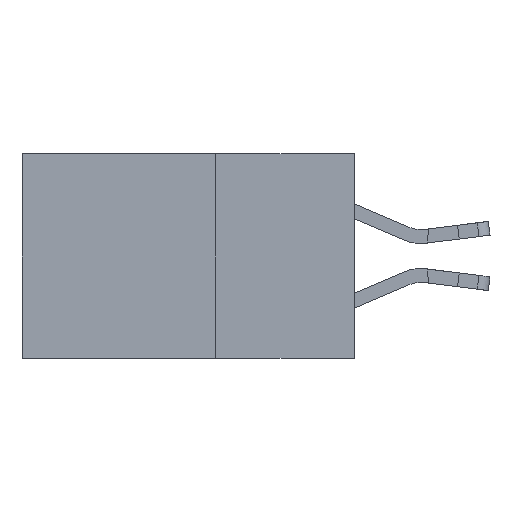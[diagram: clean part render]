
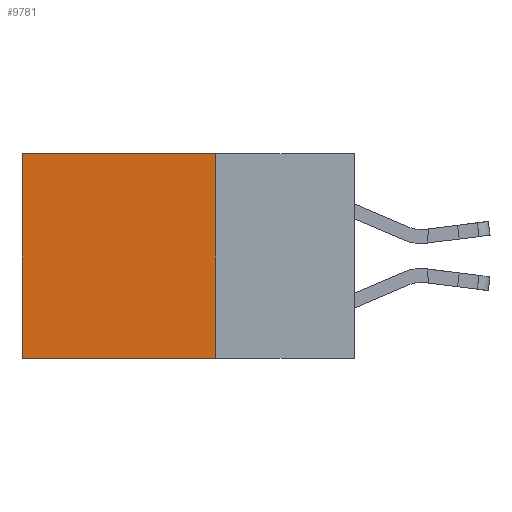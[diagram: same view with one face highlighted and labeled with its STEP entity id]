
A CAD part, left-side view. The second image highlights one B-rep face of the part: STEP entity #9781.
In plain terms, the highlighted planar face has unit normal (-1, 0, 0).
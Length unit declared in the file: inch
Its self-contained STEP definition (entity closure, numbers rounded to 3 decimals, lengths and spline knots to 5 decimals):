
#322 = DIRECTION ( 'NONE',  ( 0., 1., 0. ) ) ;
#676 = EDGE_LOOP ( 'NONE', ( #4811, #5109, #9493, #1267 ) ) ;
#1267 = ORIENTED_EDGE ( 'NONE', *, *, #1871, .T. ) ;
#1307 = VERTEX_POINT ( 'NONE', #9009 ) ;
#1871 = EDGE_CURVE ( 'NONE', #9623, #10514, #9256, .T. ) ;
#1981 = FACE_OUTER_BOUND ( 'NONE', #676, .T. ) ;
#2058 = LINE ( 'NONE', #10465, #3917 ) ;
#2084 = VERTEX_POINT ( 'NONE', #12480 ) ;
#2917 = CARTESIAN_POINT ( 'NONE',  ( 0.2615, 0.6, 0. ) ) ;
#3917 = VECTOR ( 'NONE', #8500, 39.37008 ) ;
#4507 = EDGE_CURVE ( 'NONE', #9623, #1307, #8250, .T. ) ;
#4811 = ORIENTED_EDGE ( 'NONE', *, *, #8010, .T. ) ;
#5109 = ORIENTED_EDGE ( 'NONE', *, *, #9419, .F. ) ;
#5374 = DIRECTION ( 'NONE',  ( 0., 0., -1. ) ) ;
#5675 = LINE ( 'NONE', #9748, #6850 ) ;
#5948 = CARTESIAN_POINT ( 'NONE',  ( 0.2615, 0.25, -0.37 ) ) ;
#6267 = DIRECTION ( 'NONE',  ( 1., 0., 0. ) ) ;
#6850 = VECTOR ( 'NONE', #11847, 39.37008 ) ;
#6974 = VECTOR ( 'NONE', #322, 39.37008 ) ;
#7287 = CARTESIAN_POINT ( 'NONE',  ( 0.2615, 0.25, 0. ) ) ;
#7676 = VECTOR ( 'NONE', #9240, 39.37008 ) ;
#7738 = CARTESIAN_POINT ( 'NONE',  ( 0.2615, 0.25, 0. ) ) ;
#8010 = EDGE_CURVE ( 'NONE', #10514, #2084, #5675, .T. ) ;
#8250 = LINE ( 'NONE', #12258, #7676 ) ;
#8500 = DIRECTION ( 'NONE',  ( 0., 1., 0. ) ) ;
#8959 = PLANE ( 'NONE',  #10433 ) ;
#9009 = CARTESIAN_POINT ( 'NONE',  ( 0.2615, 0.25, -0.37 ) ) ;
#9240 = DIRECTION ( 'NONE',  ( 0., 0., -1. ) ) ;
#9256 = LINE ( 'NONE', #7287, #6974 ) ;
#9419 = EDGE_CURVE ( 'NONE', #1307, #2084, #2058, .T. ) ;
#9493 = ORIENTED_EDGE ( 'NONE', *, *, #4507, .F. ) ;
#9623 = VERTEX_POINT ( 'NONE', #7738 ) ;
#9748 = CARTESIAN_POINT ( 'NONE',  ( 0.2615, 0.6, -0.37 ) ) ;
#9781 = ADVANCED_FACE ( 'NONE', ( #1981 ), #8959, .F. ) ;
#10433 = AXIS2_PLACEMENT_3D ( 'NONE', #5948, #6267, #5374 ) ;
#10465 = CARTESIAN_POINT ( 'NONE',  ( 0.2615, 0.25, -0.37 ) ) ;
#10514 = VERTEX_POINT ( 'NONE', #2917 ) ;
#11847 = DIRECTION ( 'NONE',  ( 0., 0., -1. ) ) ;
#12258 = CARTESIAN_POINT ( 'NONE',  ( 0.2615, 0.25, -0.37 ) ) ;
#12480 = CARTESIAN_POINT ( 'NONE',  ( 0.2615, 0.6, -0.37 ) ) ;
